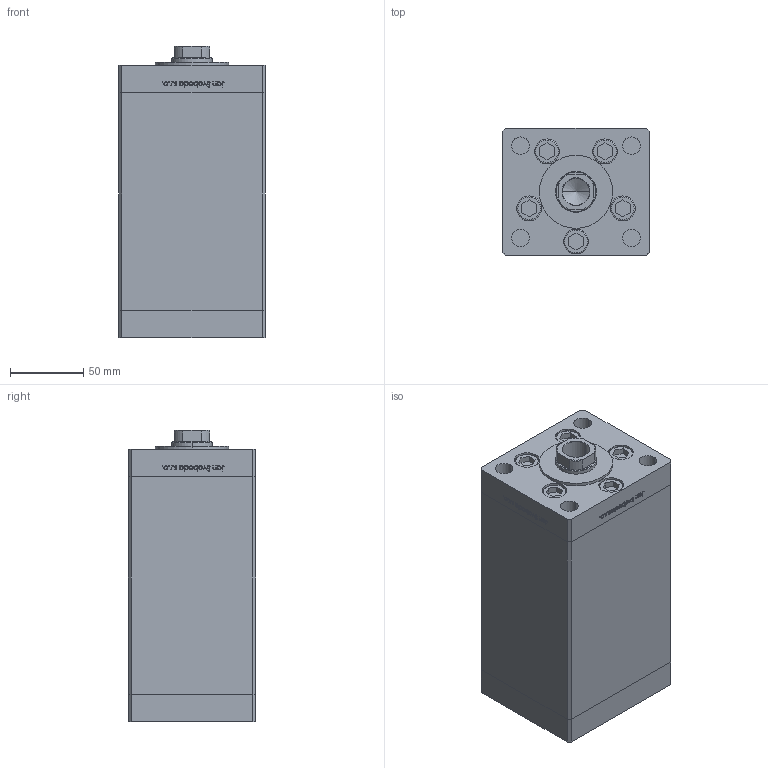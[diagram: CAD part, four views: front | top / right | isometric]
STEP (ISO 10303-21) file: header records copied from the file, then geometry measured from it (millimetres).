
FILE_DESCRIPTION (( 'STEP AP203' ), '1' );
FILE_NAME ('0c89.STEP', '2024-10-23T13:27:23', ( '' ), ( '' ), 'SwSTEP 2.0', 'SolidWorks 2019', '' );
FILE_SCHEMA (( 'CONFIG_CONTROL_DESIGN' ));
Length unit declared in the file: millimetre
Products named in the file (6): 0c89; V220C_FRONT_B 59e6ee5bd43da0c272fa5f09b69b17dd; V220C BACK_B 59e6ee5bd43da0c272fa5f09b69b17dd; V220C_B MIDDLE 59e6ee5bd43da0c272fa5f09b69b17dd; V220C_VC_B 59e6ee5bd43da0c272fa5f09b69b17dd; ALLEN BOLT 59e6ee5bd43da0c272fa5f09b69b17dd
Assembly tree (14 placements, depth 2):
  0c89
    V220C_B MIDDLE 59e6ee5bd43da0c272fa5f09b69b17dd
    V220C BACK_B 59e6ee5bd43da0c272fa5f09b69b17dd
    V220C_FRONT_B 59e6ee5bd43da0c272fa5f09b69b17dd
    V220C_VC_B 59e6ee5bd43da0c272fa5f09b69b17dd
    ALLEN BOLT 59e6ee5bd43da0c272fa5f09b69b17dd  x10
Bounding box: 100 x 87 x 199.5 mm (x, y, z)
Volume: 1432055.9 mm3; surface area: 205390.9 mm2
Topology: 14 solids, 14 shells, 1183 faces, 2957 edges, 1939 vertices
Faces by surface type: bspline 484, plane 462, cylinder 147, cone 46, torus 44
Entity records: 52197 total; most frequent: CARTESIAN_POINT 30282, ORIENTED_EDGE 5082, DIRECTION 2839, EDGE_CURVE 2541, VERTEX_POINT 1687, LINE 1319, VECTOR 1319, EDGE_LOOP 1150
